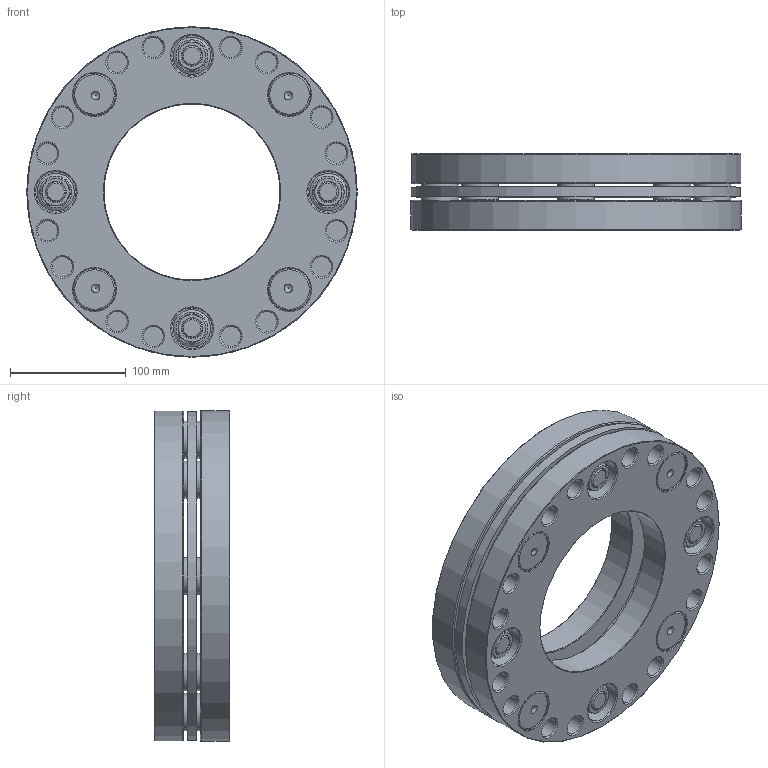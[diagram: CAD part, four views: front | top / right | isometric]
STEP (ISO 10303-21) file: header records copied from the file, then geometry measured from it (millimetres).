
FILE_DESCRIPTION(/* description */ ('Unknown'),/* implementation_level */ '2;1');
FILE_NAME(/* name */ 'HK20-170-00-00',/* time_stamp */ '2020-09-14T13:48:13+02:00',/* author */ ('Unknown'),/* organization */ ('Unknown'),/* preprocessor_version */ 'ST-DEVELOPER v16.7',/* originating_system */ 'Solid Edge',/* authorisation */ 'Unknown');
FILE_SCHEMA (('AUTOMOTIVE_DESIGN {1 0 10303 214 3 1 1}'));
Length unit declared in the file: millimetre
Products named in the file (1): Part9
Bounding box: 285 x 65.5 x 285 mm (x, y, z)
Volume: 2387419.5 mm3; surface area: 400734.1 mm2
Topology: 1 solids, 1 shells, 524 faces, 1234 edges, 768 vertices
Faces by surface type: cone 166, cylinder 154, plane 154, torus 50
Full cylindrical faces by diameter (mm): 15.225 x4, 16.376 x4, 17.294 x32, 23 x8, 23.04 x4, 32 x24, 35 x8, 36 x8, 37 x8, 152 x2, 180 x1, 285 x3
Entity records: 16196 total; most frequent: DIRECTION 2322, CARTESIAN_POINT 2237, ORIENTED_EDGE 1512, AXIS2_PLACEMENT_3D 1089, FACE_BOUND 1008, EDGE_LOOP 1000, EDGE_CURVE 756, VERTEX_POINT 620
